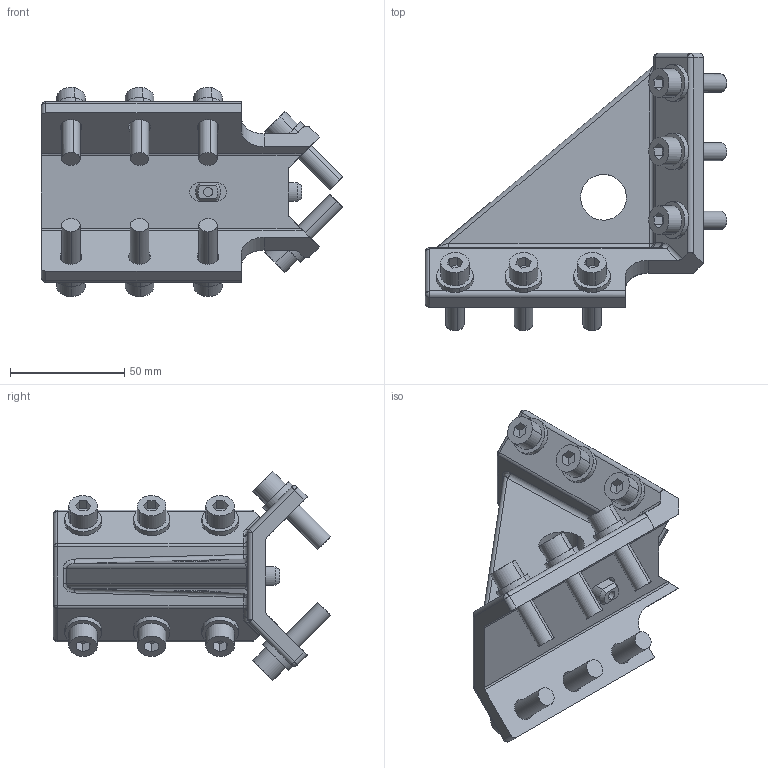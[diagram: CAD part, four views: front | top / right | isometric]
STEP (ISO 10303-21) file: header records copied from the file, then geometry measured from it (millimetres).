
FILE_DESCRIPTION(('CATIA V5 STEP Exchange'),'2;1');
FILE_NAME('AEGT083.stp','2018-08-03T02:19:30+00:00',('none'),('none'),'CATIA Version 5 Release 19 GA (IN-10)','CATIA V5 STEP AP203','none');
FILE_SCHEMA(('CONFIG_CONTROL_DESIGN'));
Length unit declared in the file: millimetre
Products named in the file (1): AEGT083
Bounding box: 131.94 x 121.33 x 91.56 mm (x, y, z)
Volume: 186547.8 mm3; surface area: 62585.6 mm2
Topology: 15 solids, 15 shells, 360 faces, 833 edges, 526 vertices
Faces by surface type: plane 177, cylinder 153, sphere 18, bspline 7, cone 4, torus 1
Entity records: 11480 total; most frequent: CARTESIAN_POINT 3550, ORIENTED_EDGE 1632, DIRECTION 1418, EDGE_CURVE 816, AXIS2_PLACEMENT_3D 596, VERTEX_POINT 526, VECTOR 475, LINE 475
